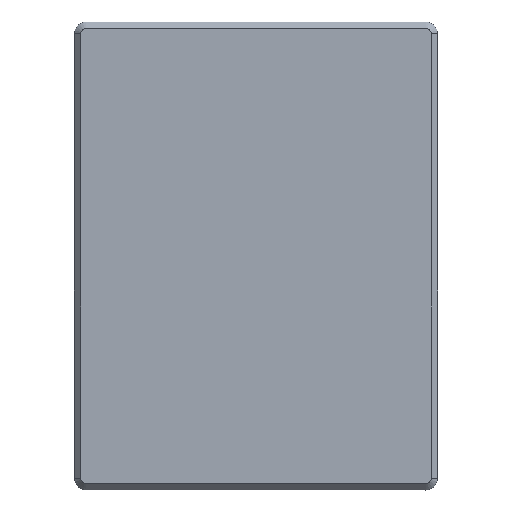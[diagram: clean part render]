
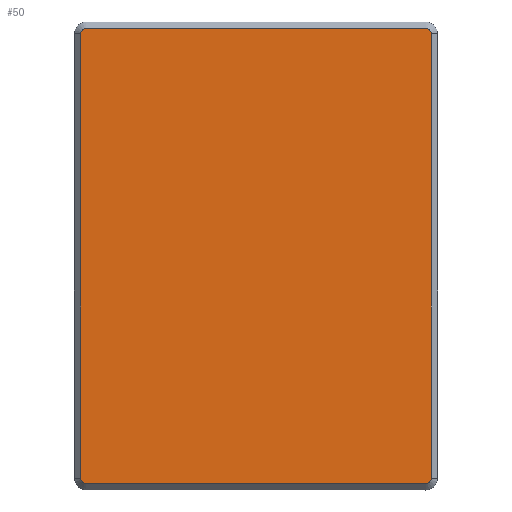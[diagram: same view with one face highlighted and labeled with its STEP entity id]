
A CAD part, top view. The second image highlights one B-rep face of the part: STEP entity #50.
In plain terms, the highlighted planar face has unit normal (0, 0, 1).
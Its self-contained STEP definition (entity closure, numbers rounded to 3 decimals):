
#6 = DIRECTION ( 'NONE',  ( -1., 0., 0. ) ) ;
#24 = VERTEX_POINT ( 'NONE', #175 ) ;
#26 = EDGE_CURVE ( 'NONE', #725, #876, #193, .T. ) ;
#31 = CARTESIAN_POINT ( 'NONE',  ( 21.829, 26.34, 156.48 ) ) ;
#50 = ADVANCED_FACE ( 'NONE', ( #908 ), #1227, .T. ) ;
#52 = EDGE_LOOP ( 'NONE', ( #157, #535, #90, #631, #332, #1272, #1301, #391 ) ) ;
#54 = CARTESIAN_POINT ( 'NONE',  ( -21.925, 26.34, 156.48 ) ) ;
#90 = ORIENTED_EDGE ( 'NONE', *, *, #26, .T. ) ;
#137 = VERTEX_POINT ( 'NONE', #915 ) ;
#139 = DIRECTION ( 'NONE',  ( -1., 0., 0. ) ) ;
#155 = DIRECTION ( 'NONE',  ( 0., 0., -1. ) ) ;
#157 = ORIENTED_EDGE ( 'NONE', *, *, #1024, .T. ) ;
#163 = DIRECTION ( 'NONE',  ( 0., 1., 0. ) ) ;
#175 = CARTESIAN_POINT ( 'NONE',  ( -21.225, -30.72, 156.48 ) ) ;
#179 = CARTESIAN_POINT ( 'NONE',  ( -21.225, -30.02, 156.48 ) ) ;
#193 = LINE ( 'NONE', #1012, #872 ) ;
#205 = LINE ( 'NONE', #532, #945 ) ;
#212 = VECTOR ( 'NONE', #163, 1000. ) ;
#248 = VERTEX_POINT ( 'NONE', #1169 ) ;
#330 = AXIS2_PLACEMENT_3D ( 'NONE', #179, #399, #1244 ) ;
#332 = ORIENTED_EDGE ( 'NONE', *, *, #909, .T. ) ;
#337 = EDGE_CURVE ( 'NONE', #24, #248, #1081, .T. ) ;
#343 = CARTESIAN_POINT ( 'NONE',  ( -21.225, 27.04, 156.48 ) ) ;
#357 = AXIS2_PLACEMENT_3D ( 'NONE', #525, #951, #6 ) ;
#368 = VERTEX_POINT ( 'NONE', #768 ) ;
#369 = CARTESIAN_POINT ( 'NONE',  ( 22.529, -2.783, 156.48 ) ) ;
#391 = ORIENTED_EDGE ( 'NONE', *, *, #1007, .F. ) ;
#399 = DIRECTION ( 'NONE',  ( 0., 0., -1. ) ) ;
#481 = CIRCLE ( 'NONE', #1225, 0.7 ) ;
#504 = DIRECTION ( 'NONE',  ( 0., 0., 1. ) ) ;
#525 = CARTESIAN_POINT ( 'NONE',  ( -21.225, 26.34, 156.48 ) ) ;
#532 = CARTESIAN_POINT ( 'NONE',  ( -21.925, -2.783, 156.48 ) ) ;
#535 = ORIENTED_EDGE ( 'NONE', *, *, #998, .F. ) ;
#554 = DIRECTION ( 'NONE',  ( 1., 0., 0. ) ) ;
#565 = DIRECTION ( 'NONE',  ( 0., 0., -1. ) ) ;
#601 = DIRECTION ( 'NONE',  ( -1., 0., 0. ) ) ;
#631 = ORIENTED_EDGE ( 'NONE', *, *, #928, .F. ) ;
#684 = LINE ( 'NONE', #369, #212 ) ;
#725 = VERTEX_POINT ( 'NONE', #1321 ) ;
#736 = CIRCLE ( 'NONE', #330, 0.7 ) ;
#768 = CARTESIAN_POINT ( 'NONE',  ( 22.529, -30.02, 156.48 ) ) ;
#813 = CARTESIAN_POINT ( 'NONE',  ( 0.459, -2.783, 156.48 ) ) ;
#871 = CIRCLE ( 'NONE', #1051, 0.7 ) ;
#872 = VECTOR ( 'NONE', #601, 1000. ) ;
#876 = VERTEX_POINT ( 'NONE', #343 ) ;
#885 = CARTESIAN_POINT ( 'NONE',  ( 21.829, -30.02, 156.48 ) ) ;
#908 = FACE_OUTER_BOUND ( 'NONE', #52, .T. ) ;
#909 = EDGE_CURVE ( 'NONE', #1066, #1057, #205, .T. ) ;
#915 = CARTESIAN_POINT ( 'NONE',  ( 22.529, 26.34, 156.48 ) ) ;
#928 = EDGE_CURVE ( 'NONE', #1066, #876, #1359, .T. ) ;
#945 = VECTOR ( 'NONE', #1151, 1000. ) ;
#951 = DIRECTION ( 'NONE',  ( 0., 0., -1. ) ) ;
#998 = EDGE_CURVE ( 'NONE', #725, #137, #871, .T. ) ;
#1001 = CARTESIAN_POINT ( 'NONE',  ( -21.925, -30.02, 156.48 ) ) ;
#1007 = EDGE_CURVE ( 'NONE', #368, #248, #481, .T. ) ;
#1012 = CARTESIAN_POINT ( 'NONE',  ( 0.459, 27.04, 156.48 ) ) ;
#1019 = DIRECTION ( 'NONE',  ( 1., 0., 0. ) ) ;
#1024 = EDGE_CURVE ( 'NONE', #368, #137, #684, .T. ) ;
#1051 = AXIS2_PLACEMENT_3D ( 'NONE', #31, #155, #1099 ) ;
#1057 = VERTEX_POINT ( 'NONE', #1001 ) ;
#1066 = VERTEX_POINT ( 'NONE', #54 ) ;
#1075 = CARTESIAN_POINT ( 'NONE',  ( 0.459, -30.72, 156.48 ) ) ;
#1081 = LINE ( 'NONE', #1075, #1093 ) ;
#1093 = VECTOR ( 'NONE', #554, 1000. ) ;
#1099 = DIRECTION ( 'NONE',  ( -1., 0., 0. ) ) ;
#1150 = EDGE_CURVE ( 'NONE', #24, #1057, #736, .T. ) ;
#1151 = DIRECTION ( 'NONE',  ( 0., -1., 0. ) ) ;
#1157 = AXIS2_PLACEMENT_3D ( 'NONE', #813, #504, #1019 ) ;
#1169 = CARTESIAN_POINT ( 'NONE',  ( 21.829, -30.72, 156.48 ) ) ;
#1225 = AXIS2_PLACEMENT_3D ( 'NONE', #885, #565, #139 ) ;
#1227 = PLANE ( 'NONE',  #1157 ) ;
#1244 = DIRECTION ( 'NONE',  ( -1., 0., 0. ) ) ;
#1272 = ORIENTED_EDGE ( 'NONE', *, *, #1150, .F. ) ;
#1301 = ORIENTED_EDGE ( 'NONE', *, *, #337, .T. ) ;
#1321 = CARTESIAN_POINT ( 'NONE',  ( 21.829, 27.04, 156.48 ) ) ;
#1359 = CIRCLE ( 'NONE', #357, 0.7 ) ;
